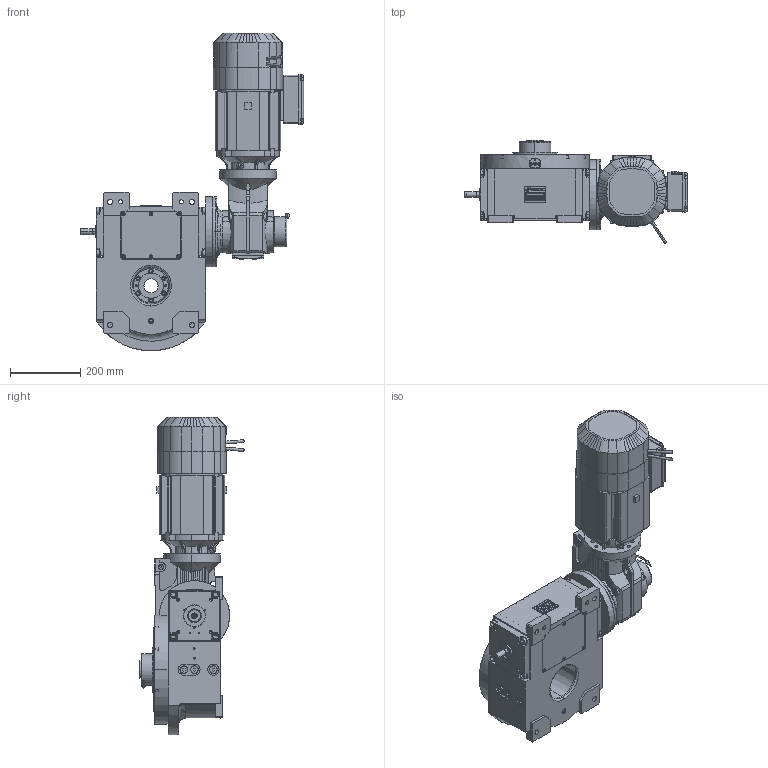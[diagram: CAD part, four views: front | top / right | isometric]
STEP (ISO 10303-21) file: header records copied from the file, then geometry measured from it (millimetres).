
FILE_DESCRIPTION (( 'STEP AP214' ), '1' );
FILE_NAME ('PC5200415.step', '2024-06-19T11:09:11', ( '' ), ( '' ), 'SwSTEP 2.0', 'SolidWorks 2020', '' );
FILE_SCHEMA (( 'AUTOMOTIVE_DESIGN' ));
Length unit declared in the file: millimetre
Products named in the file (88): CFN2203_02_002.stp; cfn2003_01_054; cfn2000_01_081; CFN2155_01_195.stp; AS_rig09_016; AS_rig09_002_s_022; cfn2104_01_005; 900_38_30_003; cfn2276_01_056; CFN2356_03_053.stp; cfn2000_01_099; cfn2001_02_002; cfn2000_01_126; CFN2000_01_185.stp; CFN2223_02_003.stp; AS_rig09_004; cfn2155_01_196; KHF47DRN100LS4BE5HR_B_0; rig09_007_master; CFN2104_02_018.stp; cfn2128_19_002; cfn2000_01_161; RIG09_005_AF0.stp; cfn2128_04_002; cfn2151_01_170; AS_900_38_30_003; AS_cfn2476_01_002_60x46; CFN2010_02_002.stp; cfn2070_05_009; AS_rig09_071_6_m; cfn2151_01_167; rig09_010_s_006; RIG09_021_AF0.stp; cfn2151_01_115; freccia_angolare; rig09_016; AS_rig09_014; CFN2010_01_020.stp; cfn2107_01_001; cfn2155_01_095 ...
Assembly tree (79 placements, depth 5):
  CFN2203_02_002.stp
  cfn2276_01_056
  CFN2356_03_053.stp
  CFN2223_02_003.stp
  rig09_007_master
Bounding box: 634 x 296.21 x 902 mm (x, y, z)
Volume: 23053000.7 mm3; surface area: 2048810.9 mm2
Topology: 69 solids, 85 shells, 3221 faces, 8088 edges, 5228 vertices
Faces by surface type: plane 1627, cylinder 1122, cone 385, torus 47, bspline 30, sphere 10
Entity records: 107798 total; most frequent: CARTESIAN_POINT 27112, DIRECTION 15900, ORIENTED_EDGE 15572, EDGE_CURVE 7786, AXIS2_PLACEMENT_3D 5546, VERTEX_POINT 5083, LINE 4808, VECTOR 4808
